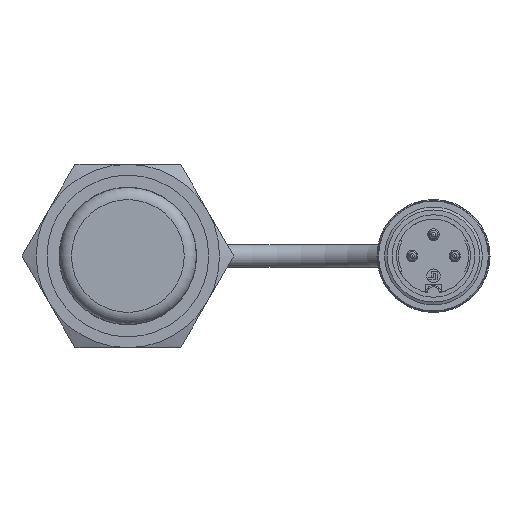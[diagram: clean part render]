
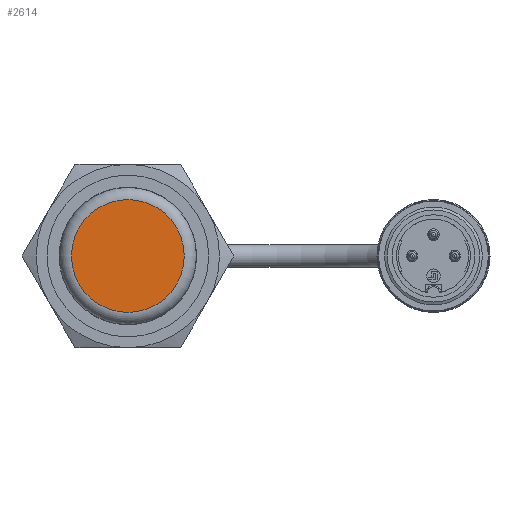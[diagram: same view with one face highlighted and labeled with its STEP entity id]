
A CAD part, left-side view. The second image highlights one B-rep face of the part: STEP entity #2614.
In plain terms, the highlighted planar face has unit normal (-1, 0, 0).
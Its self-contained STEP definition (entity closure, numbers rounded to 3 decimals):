
#427=PLANE('',#2821);
#615=FACE_OUTER_BOUND('',#795,.T.);
#795=EDGE_LOOP('',(#1775));
#1066=CIRCLE('',#2819,9.225);
#1210=VERTEX_POINT('',#3917);
#1448=EDGE_CURVE('',#1210,#1210,#1066,.T.);
#1775=ORIENTED_EDGE('',*,*,#1448,.F.);
#2614=ADVANCED_FACE('',(#615),#427,.T.);
#2819=AXIS2_PLACEMENT_3D('',#3918,#3139,#3140);
#2821=AXIS2_PLACEMENT_3D('',#3921,#3143,#3144);
#3139=DIRECTION('center_axis',(1.,0.,0.));
#3140=DIRECTION('ref_axis',(0.,-1.,0.));
#3143=DIRECTION('center_axis',(-1.,0.,0.));
#3144=DIRECTION('ref_axis',(0.,0.,1.));
#3917=CARTESIAN_POINT('',(-52.,9.225,0.));
#3918=CARTESIAN_POINT('Origin',(-52.,0.,0.));
#3921=CARTESIAN_POINT('Origin',(-52.,11.225,0.));
